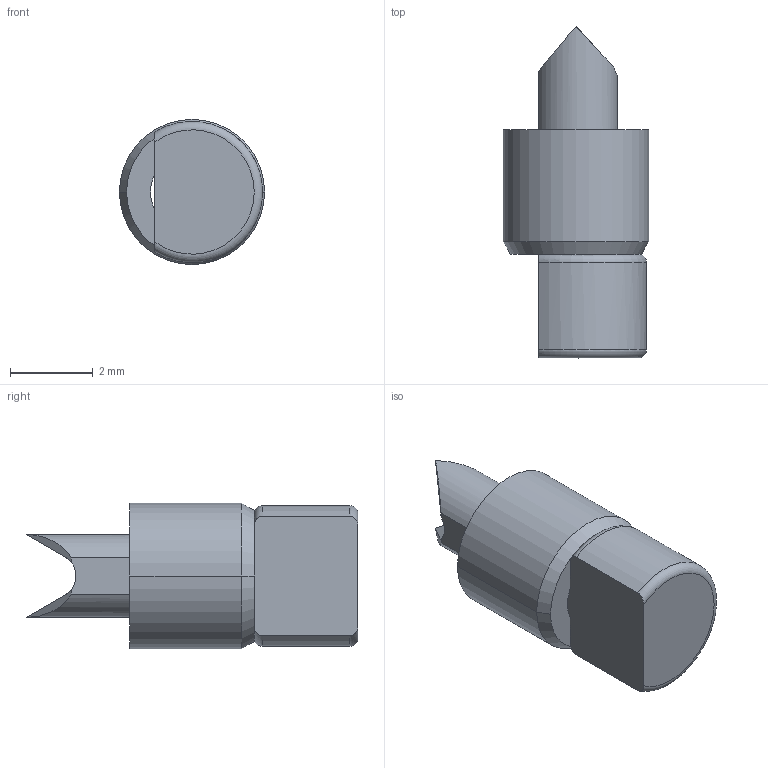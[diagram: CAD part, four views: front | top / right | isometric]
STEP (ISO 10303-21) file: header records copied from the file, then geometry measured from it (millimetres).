
FILE_DESCRIPTION (( 'STEP AP214' ), '1' );
FILE_NAME ('INGUN_112682.STEP', '2021-09-17T06:51:43', ( '' ), ( '' ), 'SwSTEP 2.0', 'SolidWorks 2018', '' );
FILE_SCHEMA (( 'AUTOMOTIVE_DESIGN' ));
Length unit declared in the file: millimetre
Products named in the file (3): INGUN_112682; 24451~0; 110925~1
Assembly tree (2 placements, depth 2):
  INGUN_112682
    110925~1
    24451~0
Bounding box: 3.5 x 8 x 3.5 mm (x, y, z)
Volume: 51.4 mm3; surface area: 132 mm2
Topology: 2 solids, 2 shells, 29 faces, 69 edges, 44 vertices
Faces by surface type: plane 12, cylinder 8, torus 5, cone 4
Entity records: 984 total; most frequent: CARTESIAN_POINT 215, DIRECTION 148, ORIENTED_EDGE 138, EDGE_CURVE 69, AXIS2_PLACEMENT_3D 61, VERTEX_POINT 44, EDGE_LOOP 31, ADVANCED_FACE 29
